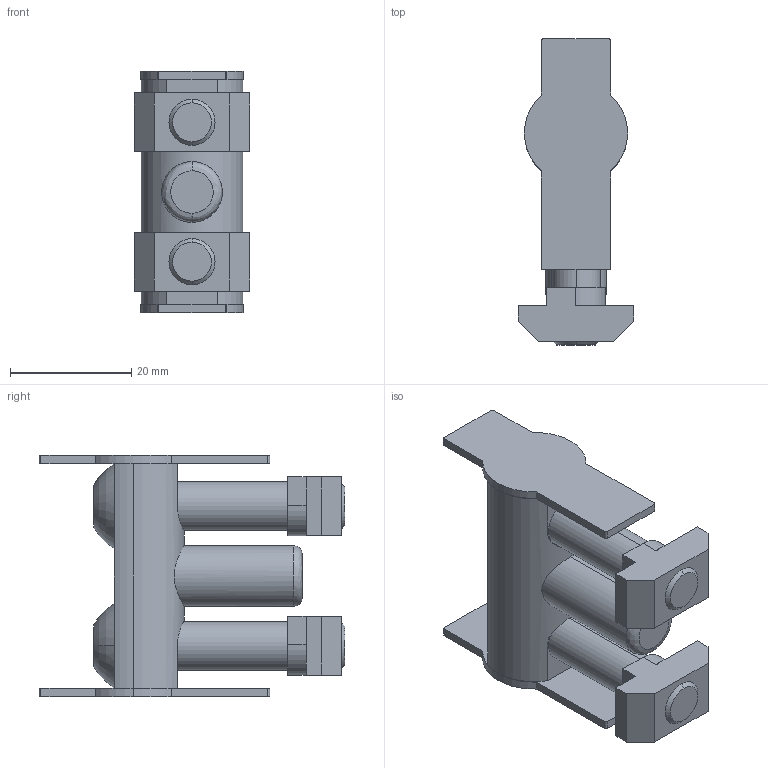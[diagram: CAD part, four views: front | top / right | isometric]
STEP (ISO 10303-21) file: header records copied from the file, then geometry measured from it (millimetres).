
FILE_DESCRIPTION (( 'STEP AP214' ), '1' );
FILE_NAME ('-6121041', '2019-02-04T09:21:22', ( '' ), ('JUGARD+KÜNSTNER GmbH'), 'SwSTEP 2.0', 'SolidWorks 2017', '' );
FILE_SCHEMA (( 'AUTOMOTIVE_DESIGN' ));
Length unit declared in the file: millimetre
Products named in the file (1): -6121041_CNAJF00
Bounding box: 19 x 50.4 x 39.8 mm (x, y, z)
Volume: 13620.6 mm3; surface area: 6731.9 mm2
Topology: 1 solids, 1 shells, 102 faces, 262 edges, 173 vertices
Faces by surface type: plane 62, cylinder 30, cone 4, torus 4, bspline 2
Entity records: 3624 total; most frequent: CARTESIAN_POINT 727, DIRECTION 537, ORIENTED_EDGE 524, EDGE_CURVE 262, AXIS2_PLACEMENT_3D 181, VECTOR 175, LINE 175, VERTEX_POINT 173
